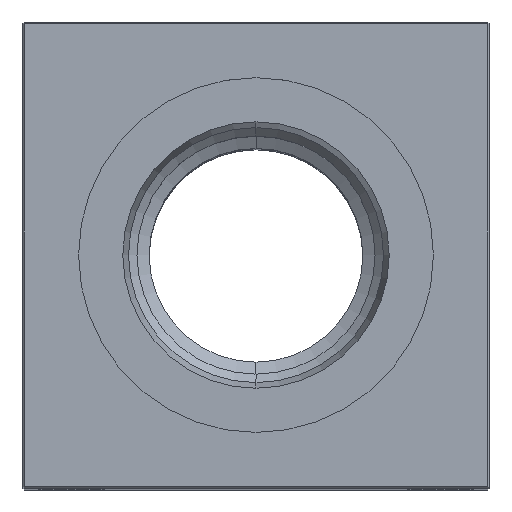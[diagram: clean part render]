
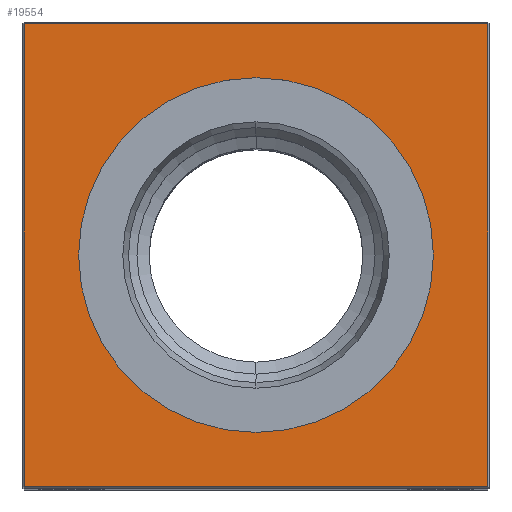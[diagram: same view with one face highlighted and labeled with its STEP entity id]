
A CAD part, top view. The second image highlights one B-rep face of the part: STEP entity #19554.
In plain terms, the highlighted planar face has unit normal (0, 0, 1).
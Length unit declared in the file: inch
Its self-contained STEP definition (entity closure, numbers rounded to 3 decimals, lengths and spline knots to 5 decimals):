
#455 = ORIENTED_EDGE ( 'NONE', *, *, #13613, .T. ) ;
#1686 = CARTESIAN_POINT ( 'NONE',  ( 0., -1.14173, 7. ) ) ;
#1695 = ORIENTED_EDGE ( 'NONE', *, *, #19203, .T. ) ;
#1907 = CARTESIAN_POINT ( 'NONE',  ( 0., 0., 7. ) ) ;
#2166 = DIRECTION ( 'NONE',  ( -1., 0., 0. ) ) ;
#2939 = DIRECTION ( 'NONE',  ( 1., 0., 0. ) ) ;
#3064 = LINE ( 'NONE', #18015, #10104 ) ;
#3352 = DIRECTION ( 'NONE',  ( 0., 0., -1. ) ) ;
#3773 = CIRCLE ( 'NONE', #22236, 1.14173 ) ;
#4273 = PLANE ( 'NONE',  #13184 ) ;
#4776 = EDGE_CURVE ( 'NONE', #16092, #27589, #3064, .T. ) ;
#5015 = DIRECTION ( 'NONE',  ( 0., -1., 0. ) ) ;
#5093 = CARTESIAN_POINT ( 'NONE',  ( 0., 0., 7. ) ) ;
#5749 = CARTESIAN_POINT ( 'NONE',  ( 1.49, 0., 7. ) ) ;
#6866 = EDGE_CURVE ( 'NONE', #13198, #26946, #27116, .T. ) ;
#7215 = DIRECTION ( 'NONE',  ( 0., 0., -1. ) ) ;
#7571 = CARTESIAN_POINT ( 'NONE',  ( 0., 0., 7. ) ) ;
#8198 = DIRECTION ( 'NONE',  ( -1., 0., 0. ) ) ;
#9542 = DIRECTION ( 'NONE',  ( -1., 0., 0. ) ) ;
#9760 = EDGE_LOOP ( 'NONE', ( #18584, #13396 ) ) ;
#10104 = VECTOR ( 'NONE', #2939, 39.37008 ) ;
#10353 = FACE_OUTER_BOUND ( 'NONE', #14781, .T. ) ;
#12884 = DIRECTION ( 'NONE',  ( 0., 0., -1. ) ) ;
#13184 = AXIS2_PLACEMENT_3D ( 'NONE', #1907, #12884, #2166 ) ;
#13198 = VERTEX_POINT ( 'NONE', #21535 ) ;
#13396 = ORIENTED_EDGE ( 'NONE', *, *, #23023, .T. ) ;
#13613 = EDGE_CURVE ( 'NONE', #16818, #16092, #13909, .T. ) ;
#13880 = CARTESIAN_POINT ( 'NONE',  ( 1.49, -1.49, 7. ) ) ;
#13909 = LINE ( 'NONE', #22631, #27090 ) ;
#14353 = DIRECTION ( 'NONE',  ( 0., 1., 0. ) ) ;
#14512 = AXIS2_PLACEMENT_3D ( 'NONE', #7571, #3352, #9542 ) ;
#14781 = EDGE_LOOP ( 'NONE', ( #455, #22332, #1695, #24630 ) ) ;
#16092 = VERTEX_POINT ( 'NONE', #18427 ) ;
#16647 = CARTESIAN_POINT ( 'NONE',  ( -1.49, 1.49, 7. ) ) ;
#16818 = VERTEX_POINT ( 'NONE', #16647 ) ;
#16852 = CARTESIAN_POINT ( 'NONE',  ( 1.49, 1.49, 7. ) ) ;
#17316 = LINE ( 'NONE', #27503, #23089 ) ;
#17804 = DIRECTION ( 'NONE',  ( -1., 0., 0. ) ) ;
#18015 = CARTESIAN_POINT ( 'NONE',  ( 0., -1.49, 7. ) ) ;
#18427 = CARTESIAN_POINT ( 'NONE',  ( -1.49, -1.49, 7. ) ) ;
#18576 = LINE ( 'NONE', #5749, #23803 ) ;
#18584 = ORIENTED_EDGE ( 'NONE', *, *, #6866, .T. ) ;
#19203 = EDGE_CURVE ( 'NONE', #27589, #19561, #18576, .T. ) ;
#19554 = ADVANCED_FACE ( 'NONE', ( #10353, #23033 ), #4273, .F. ) ;
#19561 = VERTEX_POINT ( 'NONE', #16852 ) ;
#20697 = EDGE_CURVE ( 'NONE', #19561, #16818, #17316, .T. ) ;
#21535 = CARTESIAN_POINT ( 'NONE',  ( 0., 1.14173, 7. ) ) ;
#22236 = AXIS2_PLACEMENT_3D ( 'NONE', #5093, #7215, #17804 ) ;
#22332 = ORIENTED_EDGE ( 'NONE', *, *, #4776, .T. ) ;
#22631 = CARTESIAN_POINT ( 'NONE',  ( -1.49, 0., 7. ) ) ;
#23023 = EDGE_CURVE ( 'NONE', #26946, #13198, #3773, .T. ) ;
#23033 = FACE_BOUND ( 'NONE', #9760, .T. ) ;
#23089 = VECTOR ( 'NONE', #8198, 39.37008 ) ;
#23803 = VECTOR ( 'NONE', #14353, 39.37008 ) ;
#24630 = ORIENTED_EDGE ( 'NONE', *, *, #20697, .T. ) ;
#26946 = VERTEX_POINT ( 'NONE', #1686 ) ;
#27090 = VECTOR ( 'NONE', #5015, 39.37008 ) ;
#27116 = CIRCLE ( 'NONE', #14512, 1.14173 ) ;
#27503 = CARTESIAN_POINT ( 'NONE',  ( 0., 1.49, 7. ) ) ;
#27589 = VERTEX_POINT ( 'NONE', #13880 ) ;
